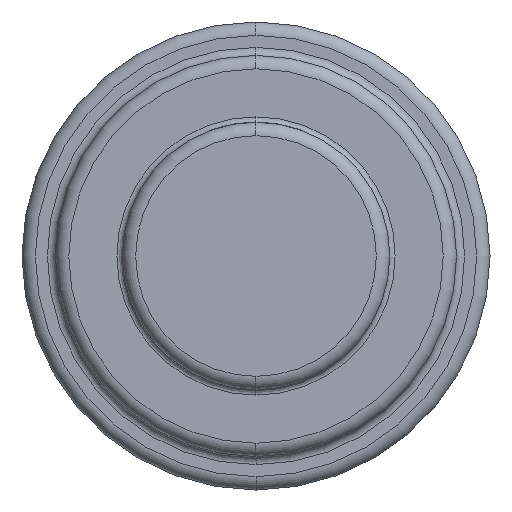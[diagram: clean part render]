
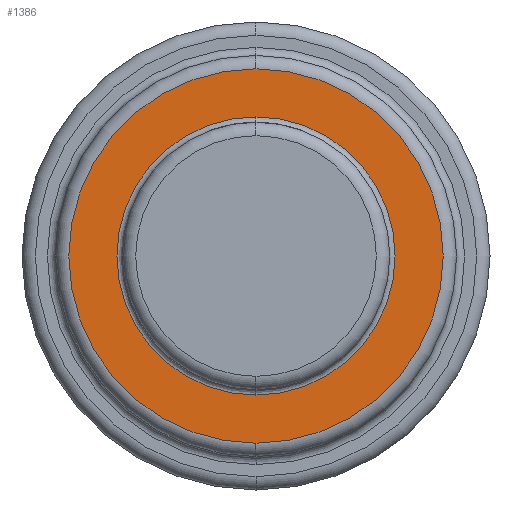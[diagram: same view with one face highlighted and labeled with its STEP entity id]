
A CAD part, left-side view. The second image highlights one B-rep face of the part: STEP entity #1386.
In plain terms, the highlighted planar face has unit normal (-1, 0, 0).
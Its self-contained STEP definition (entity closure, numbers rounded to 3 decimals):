
#130 = CARTESIAN_POINT ( 'NONE',  ( 70.6, 0., 0. ) ) ;
#151 = AXIS2_PLACEMENT_3D ( 'NONE', #394, #950, #1552 ) ;
#159 = CIRCLE ( 'NONE', #1132, 10.4 ) ;
#200 = ORIENTED_EDGE ( 'NONE', *, *, #1503, .T. ) ;
#297 = CARTESIAN_POINT ( 'NONE',  ( 70.6, 0., 0. ) ) ;
#300 = EDGE_LOOP ( 'NONE', ( #200, #634 ) ) ;
#301 = CARTESIAN_POINT ( 'NONE',  ( 70.6, 0., -10.4 ) ) ;
#375 = AXIS2_PLACEMENT_3D ( 'NONE', #297, #1501, #1804 ) ;
#389 = CARTESIAN_POINT ( 'NONE',  ( 70.6, 0., 14. ) ) ;
#391 = DIRECTION ( 'NONE',  ( 1., 0., 0. ) ) ;
#394 = CARTESIAN_POINT ( 'NONE',  ( 70.6, 0., 0. ) ) ;
#411 = DIRECTION ( 'NONE',  ( 0., 0., -1. ) ) ;
#453 = FACE_OUTER_BOUND ( 'NONE', #300, .T. ) ;
#473 = EDGE_CURVE ( 'NONE', #567, #1032, #1705, .T. ) ;
#487 = CARTESIAN_POINT ( 'NONE',  ( 70.6, 0., -14. ) ) ;
#567 = VERTEX_POINT ( 'NONE', #301 ) ;
#634 = ORIENTED_EDGE ( 'NONE', *, *, #1278, .T. ) ;
#674 = ORIENTED_EDGE ( 'NONE', *, *, #473, .T. ) ;
#693 = ORIENTED_EDGE ( 'NONE', *, *, #1232, .T. ) ;
#773 = FACE_BOUND ( 'NONE', #882, .T. ) ;
#820 = CIRCLE ( 'NONE', #975, 14. ) ;
#823 = VERTEX_POINT ( 'NONE', #389 ) ;
#882 = EDGE_LOOP ( 'NONE', ( #674, #693 ) ) ;
#950 = DIRECTION ( 'NONE',  ( -1., 0., 0. ) ) ;
#975 = AXIS2_PLACEMENT_3D ( 'NONE', #1771, #1763, #411 ) ;
#1009 = VERTEX_POINT ( 'NONE', #487 ) ;
#1032 = VERTEX_POINT ( 'NONE', #1247 ) ;
#1132 = AXIS2_PLACEMENT_3D ( 'NONE', #1620, #391, #1484 ) ;
#1232 = EDGE_CURVE ( 'NONE', #1032, #567, #159, .T. ) ;
#1247 = CARTESIAN_POINT ( 'NONE',  ( 70.6, 0., 10.4 ) ) ;
#1278 = EDGE_CURVE ( 'NONE', #823, #1009, #820, .T. ) ;
#1337 = AXIS2_PLACEMENT_3D ( 'NONE', #130, #1797, #1660 ) ;
#1386 = ADVANCED_FACE ( 'NONE', ( #453, #773 ), #1656, .F. ) ;
#1484 = DIRECTION ( 'NONE',  ( 0., 0., -1. ) ) ;
#1501 = DIRECTION ( 'NONE',  ( 1., 0., 0. ) ) ;
#1503 = EDGE_CURVE ( 'NONE', #1009, #823, #1596, .T. ) ;
#1552 = DIRECTION ( 'NONE',  ( 0., 0., -1. ) ) ;
#1596 = CIRCLE ( 'NONE', #151, 14. ) ;
#1620 = CARTESIAN_POINT ( 'NONE',  ( 70.6, 0., 0. ) ) ;
#1656 = PLANE ( 'NONE',  #375 ) ;
#1660 = DIRECTION ( 'NONE',  ( 0., 0., -1. ) ) ;
#1705 = CIRCLE ( 'NONE', #1337, 10.4 ) ;
#1763 = DIRECTION ( 'NONE',  ( -1., 0., 0. ) ) ;
#1771 = CARTESIAN_POINT ( 'NONE',  ( 70.6, 0., 0. ) ) ;
#1797 = DIRECTION ( 'NONE',  ( 1., 0., 0. ) ) ;
#1804 = DIRECTION ( 'NONE',  ( 0., 0., -1. ) ) ;
